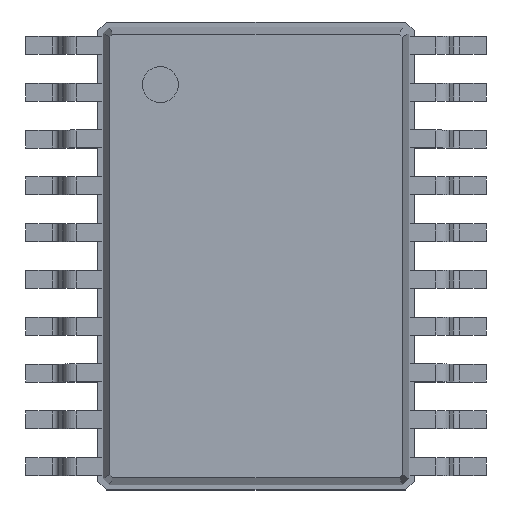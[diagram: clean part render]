
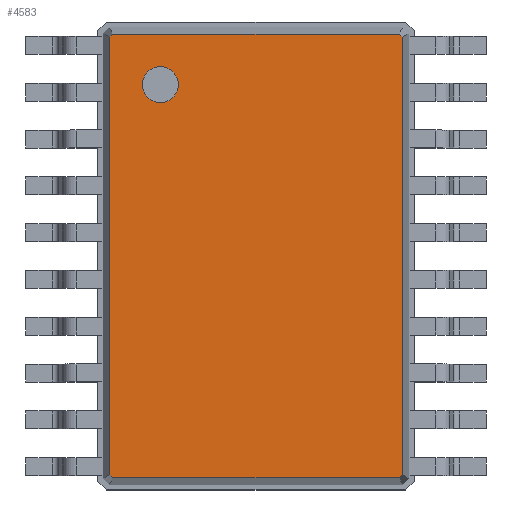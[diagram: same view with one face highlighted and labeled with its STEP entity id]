
A CAD part, top view. The second image highlights one B-rep face of the part: STEP entity #4583.
In plain terms, the highlighted planar face has unit normal (0, 0, 1).
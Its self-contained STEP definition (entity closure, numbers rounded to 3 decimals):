
#13=DIRECTION('',(0.,0.,1.));
#27=VECTOR('',#28,1.);
#28=DIRECTION('',(1.,0.,0.));
#51=VECTOR('',#52,1.);
#52=DIRECTION('',(0.707,-0.707,0.));
#58=VECTOR('',#59,1.);
#59=DIRECTION('',(0.,-1.,0.));
#65=VECTOR('',#66,1.);
#66=DIRECTION('',(-0.707,-0.707,0.));
#72=VECTOR('',#73,1.);
#73=DIRECTION('',(-1.,0.,0.));
#79=VECTOR('',#80,1.);
#80=DIRECTION('',(-0.707,0.707,0.));
#86=VECTOR('',#87,1.);
#87=DIRECTION('',(0.,1.,0.));
#91=VECTOR('',#92,1.);
#92=DIRECTION('',(0.707,0.707,0.));
#1490=VERTEX_POINT('',#1491);
#1491=CARTESIAN_POINT('',(-2.029,3.04,1.1));
#1493=ORIENTED_EDGE('',*,*,#1494,.F.);
#1494=EDGE_CURVE('',#1495,#1490,#1497,.T.);
#1495=VERTEX_POINT('',#1496);
#1496=CARTESIAN_POINT('',(-2.029,-3.04,1.1));
#1497=LINE('',#1496,#86);
#1508=VERTEX_POINT('',#1509);
#1509=CARTESIAN_POINT('',(-1.99,3.079,1.1));
#1511=ORIENTED_EDGE('',*,*,#1512,.F.);
#1512=EDGE_CURVE('',#1490,#1508,#1513,.T.);
#1513=LINE('',#1491,#91);
#1522=VERTEX_POINT('',#1523);
#1523=CARTESIAN_POINT('',(1.99,3.079,1.1));
#1525=ORIENTED_EDGE('',*,*,#1526,.F.);
#1526=EDGE_CURVE('',#1508,#1522,#1527,.T.);
#1527=LINE('',#1509,#27);
#1536=VERTEX_POINT('',#1537);
#1537=CARTESIAN_POINT('',(2.029,3.04,1.1));
#1539=ORIENTED_EDGE('',*,*,#1540,.F.);
#1540=EDGE_CURVE('',#1522,#1536,#1541,.T.);
#1541=LINE('',#1523,#51);
#1630=VERTEX_POINT('',#1631);
#1631=CARTESIAN_POINT('',(2.029,-3.04,1.1));
#1633=ORIENTED_EDGE('',*,*,#1634,.F.);
#1634=EDGE_CURVE('',#1536,#1630,#1635,.T.);
#1635=LINE('',#1537,#58);
#4583=ADVANCED_FACE('',(#4584,#4599),#4609,.T.);
#4584=FACE_BOUND('',#4585,.T.);
#4585=EDGE_LOOP('',(#1525,#1511,#1493,#4586,#4591,#4596,#1633,#1539));
#4586=ORIENTED_EDGE('',*,*,#4587,.F.);
#4587=EDGE_CURVE('',#4588,#1495,#4590,.T.);
#4588=VERTEX_POINT('',#4589);
#4589=CARTESIAN_POINT('',(-1.99,-3.079,1.1));
#4590=LINE('',#4589,#79);
#4591=ORIENTED_EDGE('',*,*,#4592,.F.);
#4592=EDGE_CURVE('',#4593,#4588,#4595,.T.);
#4593=VERTEX_POINT('',#4594);
#4594=CARTESIAN_POINT('',(1.99,-3.079,1.1));
#4595=LINE('',#4594,#72);
#4596=ORIENTED_EDGE('',*,*,#4597,.F.);
#4597=EDGE_CURVE('',#1630,#4593,#4598,.T.);
#4598=LINE('',#1631,#65);
#4599=FACE_BOUND('',#4600,.T.);
#4600=EDGE_LOOP('',(#4601));
#4601=ORIENTED_EDGE('',*,*,#4602,.T.);
#4602=EDGE_CURVE('',#4603,#4603,#4605,.T.);
#4603=VERTEX_POINT('',#4604);
#4604=CARTESIAN_POINT('',(-1.329,2.129,1.1));
#4605=CIRCLE('',#4606,0.25);
#4606=AXIS2_PLACEMENT_3D('',#4607,#4608,#59);
#4607=CARTESIAN_POINT('',(-1.329,2.379,1.1));
#4608=DIRECTION('',(0.,-0.,-1.));
#4609=PLANE('',#4610);
#4610=AXIS2_PLACEMENT_3D('',#1509,#13,#4611);
#4611=DIRECTION('',(0.543,-0.84,0.));
